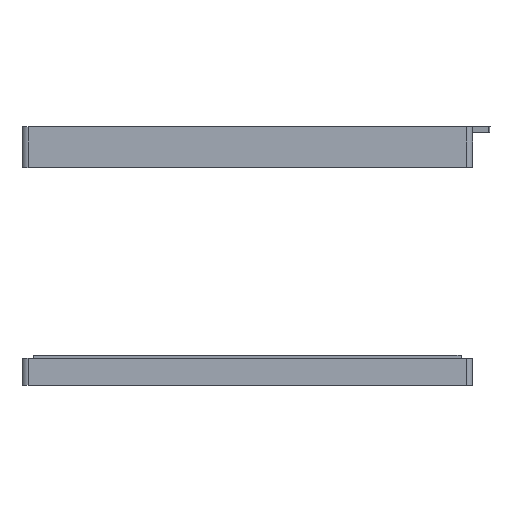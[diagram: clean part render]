
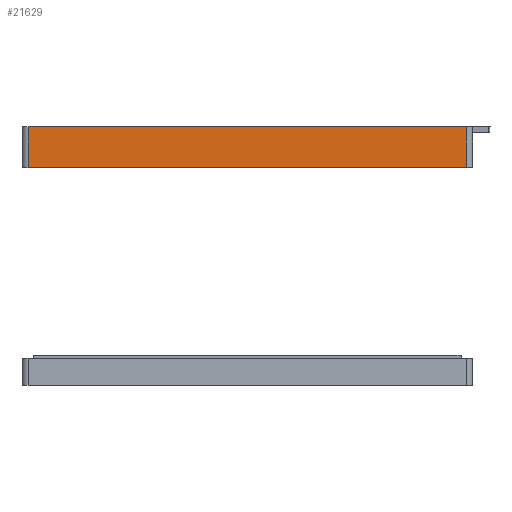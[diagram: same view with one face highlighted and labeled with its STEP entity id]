
A CAD part, left-side view. The second image highlights one B-rep face of the part: STEP entity #21629.
In plain terms, the highlighted planar face has unit normal (-1, 0, 0).
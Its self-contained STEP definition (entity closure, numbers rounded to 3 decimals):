
#1800=FACE_OUTER_BOUND('',#3000,.T.);
#3000=EDGE_LOOP('',(#14507,#14508,#14509,#14510));
#4407=LINE('',#27674,#6667);
#4462=LINE('',#27797,#6722);
#4464=LINE('',#27803,#6724);
#4465=LINE('',#27804,#6725);
#6667=VECTOR('',#23732,10.);
#6722=VECTOR('',#23831,10.);
#6724=VECTOR('',#23837,10.);
#6725=VECTOR('',#23838,10.);
#8929=VERTEX_POINT('',#27671);
#8930=VERTEX_POINT('',#27673);
#8976=VERTEX_POINT('',#27796);
#8978=VERTEX_POINT('',#27802);
#11108=EDGE_CURVE('',#8930,#8929,#4407,.T.);
#11169=EDGE_CURVE('',#8930,#8976,#4462,.T.);
#11172=EDGE_CURVE('',#8978,#8929,#4464,.T.);
#11173=EDGE_CURVE('',#8978,#8976,#4465,.F.);
#14507=ORIENTED_EDGE('',*,*,#11172,.F.);
#14508=ORIENTED_EDGE('',*,*,#11173,.T.);
#14509=ORIENTED_EDGE('',*,*,#11169,.F.);
#14510=ORIENTED_EDGE('',*,*,#11108,.T.);
#20949=PLANE('',#22841);
#21629=ADVANCED_FACE('',(#1800),#20949,.T.);
#22841=AXIS2_PLACEMENT_3D('',#27801,#23835,#23836);
#23732=DIRECTION('',(0.,-1.,0.));
#23831=DIRECTION('',(0.,0.,1.));
#23835=DIRECTION('center_axis',(-1.,0.,0.));
#23836=DIRECTION('ref_axis',(0.,0.,1.));
#23837=DIRECTION('',(0.,0.,-1.));
#23838=DIRECTION('',(0.,-1.,0.));
#27671=CARTESIAN_POINT('',(-4.5,-2.5,19.97));
#27673=CARTESIAN_POINT('',(-4.5,142.5,19.97));
#27674=CARTESIAN_POINT('',(-4.5,2.096,19.97));
#27796=CARTESIAN_POINT('',(-4.5,142.5,33.47));
#27797=CARTESIAN_POINT('',(-4.5,142.5,26.253));
#27801=CARTESIAN_POINT('Origin',(-4.5,0.381,21.67));
#27802=CARTESIAN_POINT('',(-4.5,-2.5,33.47));
#27803=CARTESIAN_POINT('',(-4.5,-2.5,21.62));
#27804=CARTESIAN_POINT('',(-4.5,75.19,33.47));
